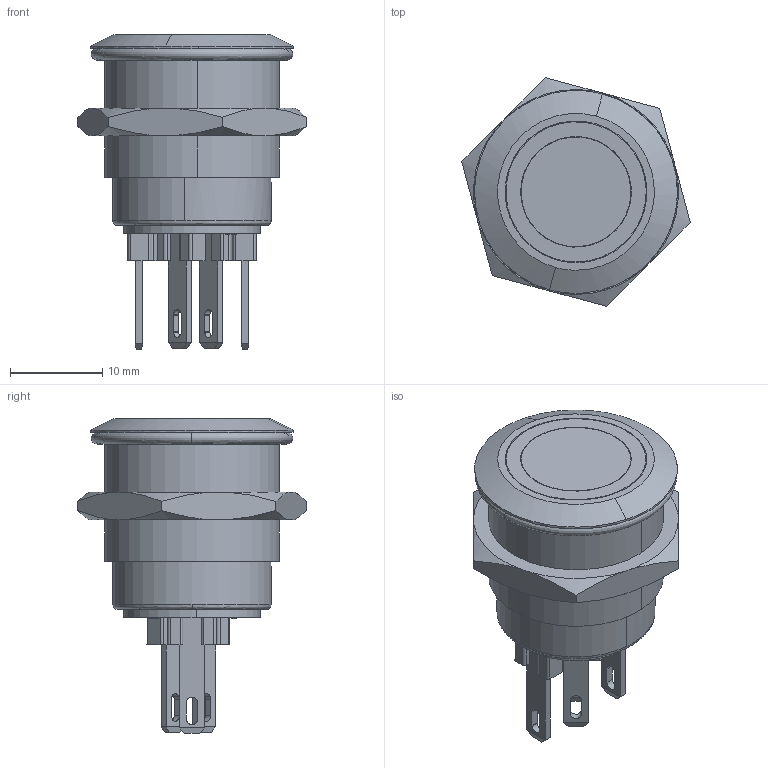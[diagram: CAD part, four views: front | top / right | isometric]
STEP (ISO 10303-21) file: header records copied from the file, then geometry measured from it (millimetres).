
FILE_DESCRIPTION(('STEP AP242'),'1');
FILE_NAME('mpi002-28-col.stp','2023-02-23T07:12:14',('TraceParts'),('TraceParts S.A.'),'Spatial InterOp 3D',' ',' ');
FILE_SCHEMA(('AP242_MANAGED_MODEL_BASED_3D_ENGINEERING_MIM_LF {1 0 10303 442 1 1 4}'));
Length unit declared in the file: millimetre
Products named in the file (1): mpi002-28-col_1
Bounding box: 24.79 x 24.79 x 34.15 mm (x, y, z)
Volume: 4128.7 mm3; surface area: 6413 mm2
Topology: 4 solids, 4 shells, 822 faces, 2409 edges, 1598 vertices
Faces by surface type: plane 656, cylinder 122, cone 38, bspline 6
Entity records: 37695 total; most frequent: CARTESIAN_POINT 5451, ORIENTED_EDGE 4818, DIRECTION 4643, EDGE_CURVE 2409, LINE 1711, VECTOR 1711, PRESENTATION_STYLE_ASSIGNMENT 1602, COLOUR_RGB 1602
